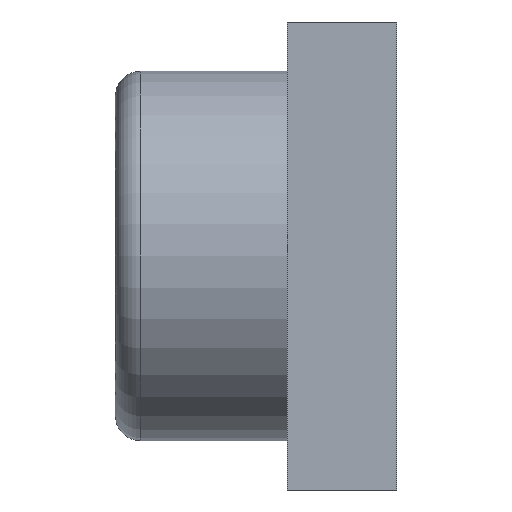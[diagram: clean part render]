
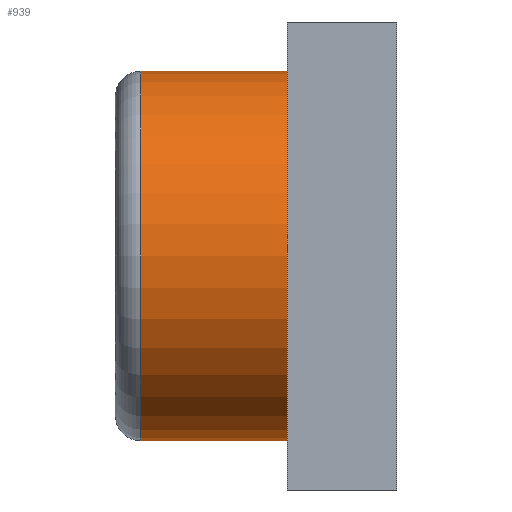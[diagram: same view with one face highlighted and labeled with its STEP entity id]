
A CAD part, left-side view. The second image highlights one B-rep face of the part: STEP entity #939.
In plain terms, the highlighted cylindrical face has radius 11.176 mm (diameter 22.352 mm), a partial arc.
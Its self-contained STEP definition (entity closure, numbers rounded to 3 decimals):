
#41 = AXIS2_PLACEMENT_3D ( 'NONE', #1202, #1575, #1403 ) ;
#58 = DIRECTION ( 'NONE',  ( 0., -1., 0. ) ) ;
#115 = VERTEX_POINT ( 'NONE', #1449 ) ;
#128 = CYLINDRICAL_SURFACE ( 'NONE', #1136, 11.176 ) ;
#198 = DIRECTION ( 'NONE',  ( 0., -1., 0. ) ) ;
#299 = ORIENTED_EDGE ( 'NONE', *, *, #382, .T. ) ;
#320 = CARTESIAN_POINT ( 'NONE',  ( 0., 15.494, 0. ) ) ;
#335 = DIRECTION ( 'NONE',  ( 0., 0., 1. ) ) ;
#382 = EDGE_CURVE ( 'NONE', #115, #959, #1395, .T. ) ;
#623 = CARTESIAN_POINT ( 'NONE',  ( 0., 17.018, 0. ) ) ;
#650 = CARTESIAN_POINT ( 'NONE',  ( 0., 17.018, -11.176 ) ) ;
#699 = CIRCLE ( 'NONE', #900, 11.176 ) ;
#709 = EDGE_CURVE ( 'NONE', #1142, #115, #1258, .T. ) ;
#747 = ORIENTED_EDGE ( 'NONE', *, *, #1254, .T. ) ;
#751 = VERTEX_POINT ( 'NONE', #1299 ) ;
#762 = VECTOR ( 'NONE', #1127, 1000. ) ;
#787 = EDGE_CURVE ( 'NONE', #751, #959, #923, .T. ) ;
#865 = DIRECTION ( 'NONE',  ( 0., 0., -1. ) ) ;
#900 = AXIS2_PLACEMENT_3D ( 'NONE', #320, #198, #335 ) ;
#923 = LINE ( 'NONE', #1054, #1078 ) ;
#939 = ADVANCED_FACE ( 'NONE', ( #1225 ), #128, .T. ) ;
#959 = VERTEX_POINT ( 'NONE', #1152 ) ;
#1054 = CARTESIAN_POINT ( 'NONE',  ( 0., 17.018, 11.176 ) ) ;
#1078 = VECTOR ( 'NONE', #58, 1000. ) ;
#1127 = DIRECTION ( 'NONE',  ( 0., -1., 0. ) ) ;
#1136 = AXIS2_PLACEMENT_3D ( 'NONE', #623, #1476, #865 ) ;
#1142 = VERTEX_POINT ( 'NONE', #1209 ) ;
#1152 = CARTESIAN_POINT ( 'NONE',  ( 0., 6.604, 11.176 ) ) ;
#1202 = CARTESIAN_POINT ( 'NONE',  ( 0., 6.604, 0. ) ) ;
#1209 = CARTESIAN_POINT ( 'NONE',  ( 0., 15.494, -11.176 ) ) ;
#1225 = FACE_OUTER_BOUND ( 'NONE', #1388, .T. ) ;
#1254 = EDGE_CURVE ( 'NONE', #751, #1142, #699, .T. ) ;
#1258 = LINE ( 'NONE', #650, #762 ) ;
#1299 = CARTESIAN_POINT ( 'NONE',  ( 0., 15.494, 11.176 ) ) ;
#1306 = ORIENTED_EDGE ( 'NONE', *, *, #709, .T. ) ;
#1322 = ORIENTED_EDGE ( 'NONE', *, *, #787, .F. ) ;
#1388 = EDGE_LOOP ( 'NONE', ( #1322, #747, #1306, #299 ) ) ;
#1395 = CIRCLE ( 'NONE', #41, 11.176 ) ;
#1403 = DIRECTION ( 'NONE',  ( 0., 0., -1. ) ) ;
#1449 = CARTESIAN_POINT ( 'NONE',  ( 0., 6.604, -11.176 ) ) ;
#1476 = DIRECTION ( 'NONE',  ( 0., -1., 0. ) ) ;
#1575 = DIRECTION ( 'NONE',  ( 0., 1., 0. ) ) ;
